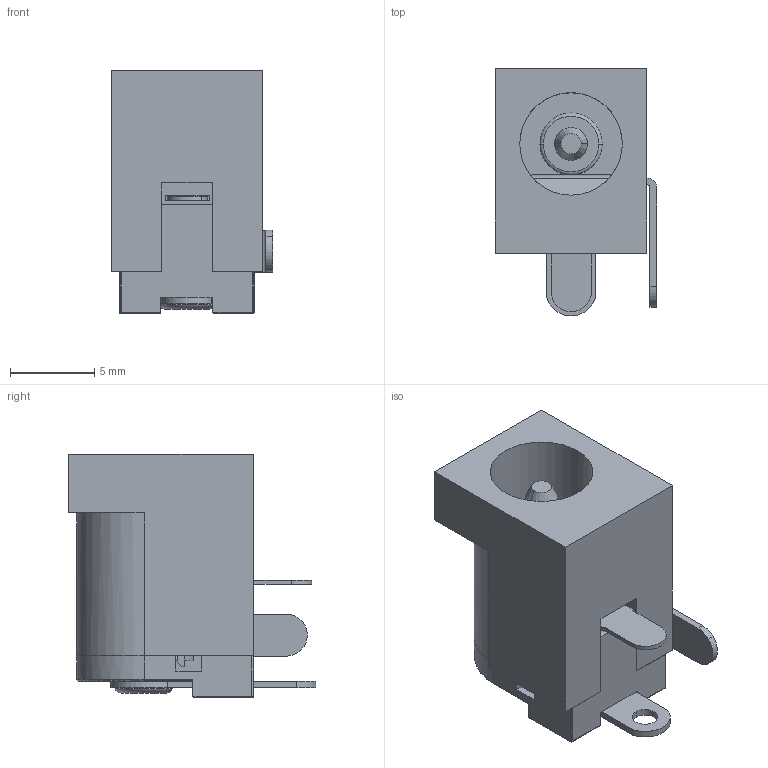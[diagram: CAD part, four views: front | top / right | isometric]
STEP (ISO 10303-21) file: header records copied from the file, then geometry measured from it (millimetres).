
FILE_DESCRIPTION (( 'STEP AP214' ), '1' );
FILE_NAME ('4840.2201-04.STEP', '2021-07-27T12:45:23', ( '' ), ( '' ), 'SwSTEP 2.0', 'SolidWorks 2020', '' );
FILE_SCHEMA (( 'AUTOMOTIVE_DESIGN' ));
Length unit declared in the file: millimetre
Products named in the file (1): 4840.2201-04
Bounding box: 9.59 x 14.7 x 14.5 mm (x, y, z)
Volume: 956.1 mm3; surface area: 1263.7 mm2
Topology: 1 solids, 2 shells, 186 faces, 499 edges, 319 vertices
Faces by surface type: plane 103, cylinder 68, torus 7, cone 6, sphere 2
Entity records: 5819 total; most frequent: CARTESIAN_POINT 1119, ORIENTED_EDGE 990, DIRECTION 969, EDGE_CURVE 495, LINE 323, VECTOR 323, AXIS2_PLACEMENT_3D 323, VERTEX_POINT 319
